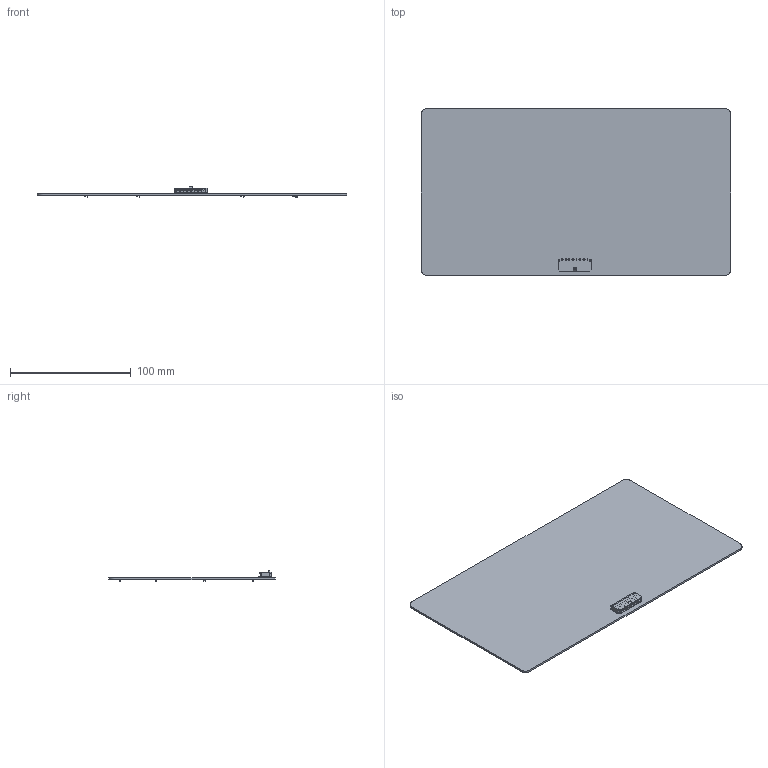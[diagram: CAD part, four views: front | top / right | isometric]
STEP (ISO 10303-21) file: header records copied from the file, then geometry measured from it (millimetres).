
FILE_DESCRIPTION(('KiCad electronic assembly'),'2;1');
FILE_NAME('federkontaktplatine.step','2025-05-14T22:51:14',('Pcbnew'),( 'Kicad'),'Open CASCADE STEP processor 7.6','KiCad to STEP converter' ,'Unknown');
FILE_SCHEMA(('AUTOMOTIVE_DESIGN { 1 0 10303 214 1 1 1 1 }'));
Length unit declared in the file: millimetre
Products named in the file (6): federkontaktplatine 1; 43650-0810--3DModel-STEP-510211; COMPOUND; spring contact; SOLID; PCB
Assembly tree (20 placements, depth 3):
  federkontaktplatine 1
    43650-0810--3DModel-STEP-510211
      COMPOUND
    spring contact  x16
      SOLID
    PCB
Bounding box: 256 x 138 x 8.59 mm (x, y, z)
Volume: 56438.5 mm3; surface area: 73697.9 mm2
Topology: 40 solids, 40 shells, 686 faces, 1745 edges, 1150 vertices
Faces by surface type: plane 599, cylinder 87
Full cylindrical faces by diameter (mm): 2.41 x2
Entity records: 32080 total; most frequent: CARTESIAN_POINT 5346, DIRECTION 4979, LINE 3777, VECTOR 3777, ORIENTED_EDGE 2590, PCURVE 2590, DEFINITIONAL_REPRESENTATION 2590, EDGE_CURVE 1295
